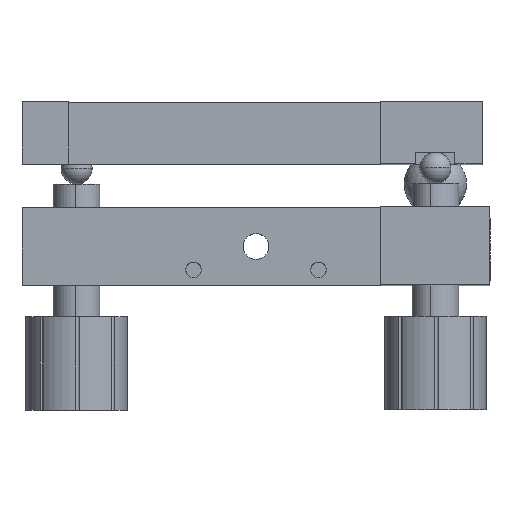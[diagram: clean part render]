
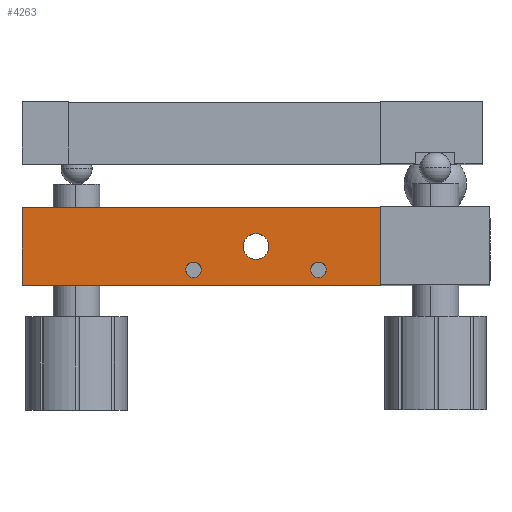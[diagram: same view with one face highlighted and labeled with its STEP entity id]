
A CAD part, top view. The second image highlights one B-rep face of the part: STEP entity #4263.
In plain terms, the highlighted planar face has unit normal (0, 0, 1).
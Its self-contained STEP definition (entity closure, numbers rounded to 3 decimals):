
#147 = CARTESIAN_POINT ( 'NONE',  ( -9.491, 2., 14. ) ) ;
#148 = DIRECTION ( 'NONE',  ( 0., 0., 1. ) ) ;
#149 = DIRECTION ( 'NONE',  ( 0., -1., 0. ) ) ;
#984 = DIRECTION ( 'NONE',  ( 0., -1., 0. ) ) ;
#1054 = EDGE_LOOP ( 'NONE', ( #6558, #7169 ) ) ;
#1155 = DIRECTION ( 'NONE',  ( 0., 0., 1. ) ) ;
#1196 = CARTESIAN_POINT ( 'NONE',  ( -1.491, 5., 14. ) ) ;
#1257 = DIRECTION ( 'NONE',  ( 0., -1., 0. ) ) ;
#1369 = EDGE_LOOP ( 'NONE', ( #6676, #6309, #6435, #7091 ) ) ;
#1473 = EDGE_LOOP ( 'NONE', ( #6487, #6405 ) ) ;
#1700 = DIRECTION ( 'NONE',  ( 0., 0., 1. ) ) ;
#1943 = EDGE_LOOP ( 'NONE', ( #7125, #6823 ) ) ;
#2002 = CARTESIAN_POINT ( 'NONE',  ( -9.491, 2., 14. ) ) ;
#2201 = AXIS2_PLACEMENT_3D ( 'NONE', #2002, #1155, #984 ) ;
#2690 = CIRCLE ( 'NONE', #8398, 1. ) ;
#3360 = AXIS2_PLACEMENT_3D ( 'NONE', #1196, #1700, #1257 ) ;
#3408 = EDGE_CURVE ( 'NONE', #7113, #6753, #3428, .T. ) ;
#3428 = CIRCLE ( 'NONE', #3360, 1.65 ) ;
#3448 = EDGE_CURVE ( 'NONE', #6934, #6496, #3686, .T. ) ;
#3686 = CIRCLE ( 'NONE', #2201, 1. ) ;
#3780 = DIRECTION ( 'NONE',  ( 0., -1., 0. ) ) ;
#3838 = DIRECTION ( 'NONE',  ( 0., 0., 1. ) ) ;
#3960 = CARTESIAN_POINT ( 'NONE',  ( -1.491, 5., 14. ) ) ;
#4104 = EDGE_CURVE ( 'NONE', #6753, #7113, #5839, .T. ) ;
#4126 = EDGE_CURVE ( 'NONE', #6769, #6895, #6064, .T. ) ;
#4135 = EDGE_CURVE ( 'NONE', #6769, #6695, #6081, .T. ) ;
#4256 = EDGE_CURVE ( 'NONE', #6895, #6810, #4891, .T. ) ;
#4263 = ADVANCED_FACE ( 'NONE', ( #7925, #7774, #7911, #7744 ), #4967, .F. ) ;
#4279 = EDGE_CURVE ( 'NONE', #7142, #6597, #5755, .T. ) ;
#4283 = EDGE_CURVE ( 'NONE', #6695, #6810, #5136, .T. ) ;
#4337 = EDGE_CURVE ( 'NONE', #6496, #6934, #5932, .T. ) ;
#4514 = AXIS2_PLACEMENT_3D ( 'NONE', #147, #148, #149 ) ;
#4891 = LINE ( 'NONE', #4892, #7820 ) ;
#4892 = CARTESIAN_POINT ( 'NONE',  ( 14.509, 10., 14. ) ) ;
#4893 = DIRECTION ( 'NONE',  ( 0., -1., 0. ) ) ;
#4967 = PLANE ( 'NONE',  #7782 ) ;
#4968 = CARTESIAN_POINT ( 'NONE',  ( -31.491, 10., 14. ) ) ;
#4969 = DIRECTION ( 'NONE',  ( 0., 0., -1. ) ) ;
#4970 = DIRECTION ( 'NONE',  ( 0., 1., 0. ) ) ;
#5097 = CARTESIAN_POINT ( 'NONE',  ( 6.509, 2., 14. ) ) ;
#5098 = DIRECTION ( 'NONE',  ( 0., 0., 1. ) ) ;
#5099 = DIRECTION ( 'NONE',  ( 0., -1., 0. ) ) ;
#5136 = LINE ( 'NONE', #5137, #7979 ) ;
#5137 = CARTESIAN_POINT ( 'NONE',  ( -31.491, 0., 14. ) ) ;
#5138 = DIRECTION ( 'NONE',  ( 1., 0., 0. ) ) ;
#5755 = CIRCLE ( 'NONE', #7868, 1. ) ;
#5839 = CIRCLE ( 'NONE', #7310, 1.65 ) ;
#5932 = CIRCLE ( 'NONE', #4514, 1. ) ;
#6064 = LINE ( 'NONE', #6140, #7336 ) ;
#6071 = CARTESIAN_POINT ( 'NONE',  ( -31.491, 10., 14. ) ) ;
#6081 = LINE ( 'NONE', #6071, #7665 ) ;
#6140 = CARTESIAN_POINT ( 'NONE',  ( -31.491, 10., 14. ) ) ;
#6162 = DIRECTION ( 'NONE',  ( 1., 0., 0. ) ) ;
#6205 = DIRECTION ( 'NONE',  ( 0., -1., 0. ) ) ;
#6309 = ORIENTED_EDGE ( 'NONE', *, *, #4256, .F. ) ;
#6405 = ORIENTED_EDGE ( 'NONE', *, *, #4337, .F. ) ;
#6435 = ORIENTED_EDGE ( 'NONE', *, *, #4126, .F. ) ;
#6487 = ORIENTED_EDGE ( 'NONE', *, *, #3448, .F. ) ;
#6496 = VERTEX_POINT ( 'NONE', #8614 ) ;
#6558 = ORIENTED_EDGE ( 'NONE', *, *, #3408, .F. ) ;
#6597 = VERTEX_POINT ( 'NONE', #8653 ) ;
#6676 = ORIENTED_EDGE ( 'NONE', *, *, #4283, .T. ) ;
#6695 = VERTEX_POINT ( 'NONE', #8690 ) ;
#6753 = VERTEX_POINT ( 'NONE', #8714 ) ;
#6769 = VERTEX_POINT ( 'NONE', #8719 ) ;
#6810 = VERTEX_POINT ( 'NONE', #8734 ) ;
#6823 = ORIENTED_EDGE ( 'NONE', *, *, #7994, .F. ) ;
#6895 = VERTEX_POINT ( 'NONE', #8768 ) ;
#6934 = VERTEX_POINT ( 'NONE', #8788 ) ;
#7091 = ORIENTED_EDGE ( 'NONE', *, *, #4135, .T. ) ;
#7113 = VERTEX_POINT ( 'NONE', #8871 ) ;
#7125 = ORIENTED_EDGE ( 'NONE', *, *, #4279, .F. ) ;
#7142 = VERTEX_POINT ( 'NONE', #8876 ) ;
#7169 = ORIENTED_EDGE ( 'NONE', *, *, #4104, .F. ) ;
#7310 = AXIS2_PLACEMENT_3D ( 'NONE', #3960, #3838, #3780 ) ;
#7336 = VECTOR ( 'NONE', #6162, 1000. ) ;
#7665 = VECTOR ( 'NONE', #6205, 1000. ) ;
#7744 = FACE_OUTER_BOUND ( 'NONE', #1369, .T. ) ;
#7774 = FACE_BOUND ( 'NONE', #1473, .T. ) ;
#7782 = AXIS2_PLACEMENT_3D ( 'NONE', #4968, #4969, #4970 ) ;
#7820 = VECTOR ( 'NONE', #4893, 1000. ) ;
#7868 = AXIS2_PLACEMENT_3D ( 'NONE', #5097, #5098, #5099 ) ;
#7911 = FACE_BOUND ( 'NONE', #1054, .T. ) ;
#7925 = FACE_BOUND ( 'NONE', #1943, .T. ) ;
#7979 = VECTOR ( 'NONE', #5138, 1000. ) ;
#7994 = EDGE_CURVE ( 'NONE', #6597, #7142, #2690, .T. ) ;
#8398 = AXIS2_PLACEMENT_3D ( 'NONE', #8973, #8974, #8975 ) ;
#8614 = CARTESIAN_POINT ( 'NONE',  ( -9.491, 3., 14. ) ) ;
#8653 = CARTESIAN_POINT ( 'NONE',  ( 6.509, 3., 14. ) ) ;
#8690 = CARTESIAN_POINT ( 'NONE',  ( -31.491, 0., 14. ) ) ;
#8714 = CARTESIAN_POINT ( 'NONE',  ( -1.491, 6.65, 14. ) ) ;
#8719 = CARTESIAN_POINT ( 'NONE',  ( -31.491, 10., 14. ) ) ;
#8734 = CARTESIAN_POINT ( 'NONE',  ( 14.509, 0., 14. ) ) ;
#8768 = CARTESIAN_POINT ( 'NONE',  ( 14.509, 10., 14. ) ) ;
#8788 = CARTESIAN_POINT ( 'NONE',  ( -9.491, 1., 14. ) ) ;
#8871 = CARTESIAN_POINT ( 'NONE',  ( -1.491, 3.35, 14. ) ) ;
#8876 = CARTESIAN_POINT ( 'NONE',  ( 6.509, 1., 14. ) ) ;
#8973 = CARTESIAN_POINT ( 'NONE',  ( 6.509, 2., 14. ) ) ;
#8974 = DIRECTION ( 'NONE',  ( 0., 0., 1. ) ) ;
#8975 = DIRECTION ( 'NONE',  ( 0., -1., 0. ) ) ;
